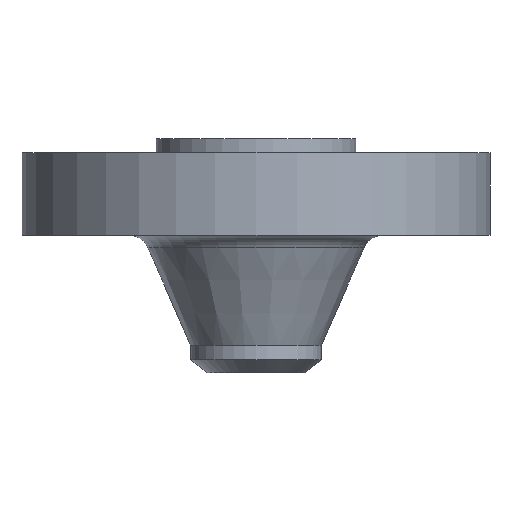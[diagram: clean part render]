
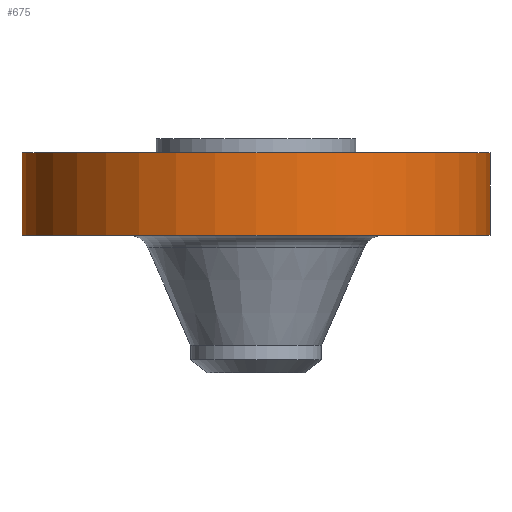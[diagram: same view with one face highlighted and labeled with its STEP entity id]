
A CAD part, front view. The second image highlights one B-rep face of the part: STEP entity #675.
In plain terms, the highlighted cylindrical face has radius 107.95 mm (diameter 215.9 mm), a partial arc.
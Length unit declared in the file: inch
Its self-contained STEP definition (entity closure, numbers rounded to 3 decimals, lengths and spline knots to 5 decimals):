
#24 = EDGE_CURVE ( 'NONE', #401, #871, #1000, .T. ) ;
#60 = DIRECTION ( 'NONE',  ( 0., 0., 1. ) ) ;
#86 = ORIENTED_EDGE ( 'NONE', *, *, #24, .F. ) ;
#143 = CARTESIAN_POINT ( 'NONE',  ( 0., 0., -0.25 ) ) ;
#155 = CARTESIAN_POINT ( 'NONE',  ( 0., 0., -1.75 ) ) ;
#220 = CIRCLE ( 'NONE', #1048, 4.25 ) ;
#222 = DIRECTION ( 'NONE',  ( 0., 0., 1. ) ) ;
#298 = DIRECTION ( 'NONE',  ( 0., 0., 1. ) ) ;
#311 = AXIS2_PLACEMENT_3D ( 'NONE', #155, #674, #861 ) ;
#314 = FACE_OUTER_BOUND ( 'NONE', #925, .T. ) ;
#378 = ORIENTED_EDGE ( 'NONE', *, *, #659, .T. ) ;
#401 = VERTEX_POINT ( 'NONE', #1073 ) ;
#425 = DIRECTION ( 'NONE',  ( 0., 0., 1. ) ) ;
#493 = DIRECTION ( 'NONE',  ( 1., 0., 0. ) ) ;
#494 = ORIENTED_EDGE ( 'NONE', *, *, #938, .T. ) ;
#546 = VECTOR ( 'NONE', #298, 39.37008 ) ;
#555 = CARTESIAN_POINT ( 'NONE',  ( 4.25, 0., -1.75 ) ) ;
#565 = CIRCLE ( 'NONE', #311, 4.25 ) ;
#571 = DIRECTION ( 'NONE',  ( 1., 0., 0. ) ) ;
#659 = EDGE_CURVE ( 'NONE', #401, #952, #565, .T. ) ;
#671 = EDGE_CURVE ( 'NONE', #871, #710, #220, .T. ) ;
#674 = DIRECTION ( 'NONE',  ( 0., 0., 1. ) ) ;
#675 = ADVANCED_FACE ( 'NONE', ( #314 ), #849, .T. ) ;
#710 = VERTEX_POINT ( 'NONE', #775 ) ;
#775 = CARTESIAN_POINT ( 'NONE',  ( 4.25, 0., -0.25 ) ) ;
#812 = CARTESIAN_POINT ( 'NONE',  ( -4.25, 0., 0. ) ) ;
#821 = CARTESIAN_POINT ( 'NONE',  ( 4.25, 0., 0. ) ) ;
#849 = CYLINDRICAL_SURFACE ( 'NONE', #864, 4.25 ) ;
#861 = DIRECTION ( 'NONE',  ( 1., 0., 0. ) ) ;
#864 = AXIS2_PLACEMENT_3D ( 'NONE', #1136, #425, #571 ) ;
#871 = VERTEX_POINT ( 'NONE', #1007 ) ;
#925 = EDGE_LOOP ( 'NONE', ( #86, #378, #494, #1127 ) ) ;
#938 = EDGE_CURVE ( 'NONE', #952, #710, #1113, .T. ) ;
#952 = VERTEX_POINT ( 'NONE', #555 ) ;
#1000 = LINE ( 'NONE', #812, #546 ) ;
#1007 = CARTESIAN_POINT ( 'NONE',  ( -4.25, 0., -0.25 ) ) ;
#1044 = VECTOR ( 'NONE', #222, 39.37008 ) ;
#1048 = AXIS2_PLACEMENT_3D ( 'NONE', #143, #60, #493 ) ;
#1073 = CARTESIAN_POINT ( 'NONE',  ( -4.25, 0., -1.75 ) ) ;
#1113 = LINE ( 'NONE', #821, #1044 ) ;
#1127 = ORIENTED_EDGE ( 'NONE', *, *, #671, .F. ) ;
#1136 = CARTESIAN_POINT ( 'NONE',  ( 0., 0., 0. ) ) ;
